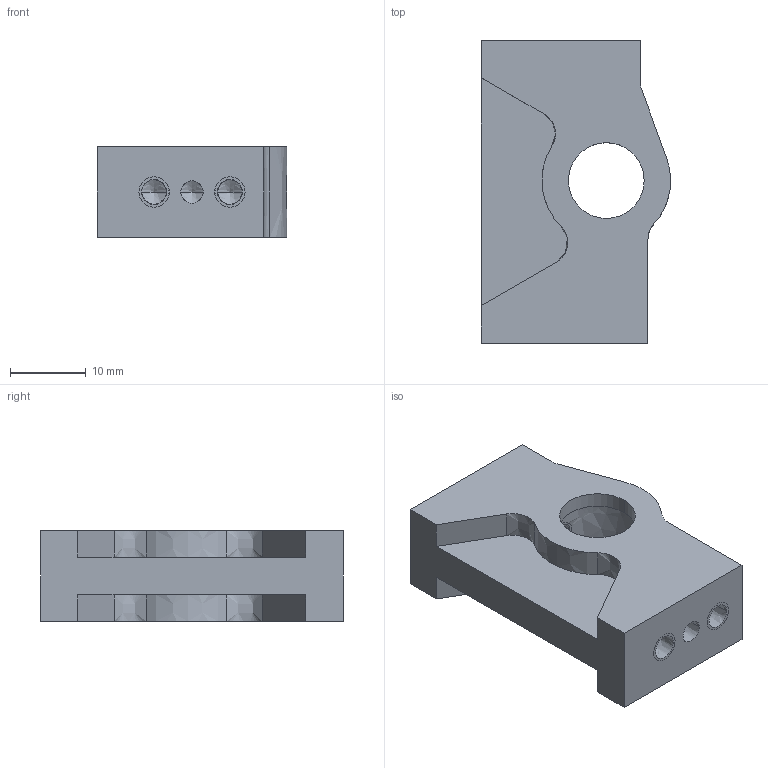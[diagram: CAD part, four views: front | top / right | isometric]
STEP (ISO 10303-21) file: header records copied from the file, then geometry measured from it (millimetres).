
FILE_DESCRIPTION((''),'2;1');
FILE_NAME('100061-A_SUPPORT-TRANSMISSION-G','2020-08-06T',('sr'),(''),'PRO/ENGINEER BY PARAMETRIC TECHNOLOGY CORPORATION, 2004090','PRO/ENGINEER BY PARAMETRIC TECHNOLOGY CORPORATION, 2004090','');
FILE_SCHEMA(('CONFIG_CONTROL_DESIGN','SHAPE_APPEARANCE_LAYERS_GROUPS'));
Length unit declared in the file: millimetre
Products named in the file (1): 100061-A_SUPPORT-TRANSMISSION-G
Bounding box: 25 x 40 x 12 mm (x, y, z)
Volume: 7459 mm3; surface area: 4334.4 mm2
Topology: 1 solids, 4 shells, 50 faces, 134 edges, 86 vertices
Faces by surface type: bspline 50
Entity records: 2455 total; most frequent: CARTESIAN_POINT 1129, ORIENTED_EDGE 244, DIRECTION 181, COLOUR_RGB 137, EDGE_CURVE 128, VERTEX_POINT 86, VECTOR 69, LINE 69
